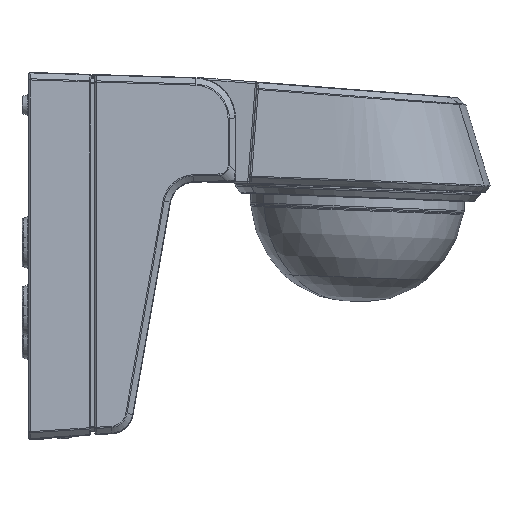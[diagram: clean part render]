
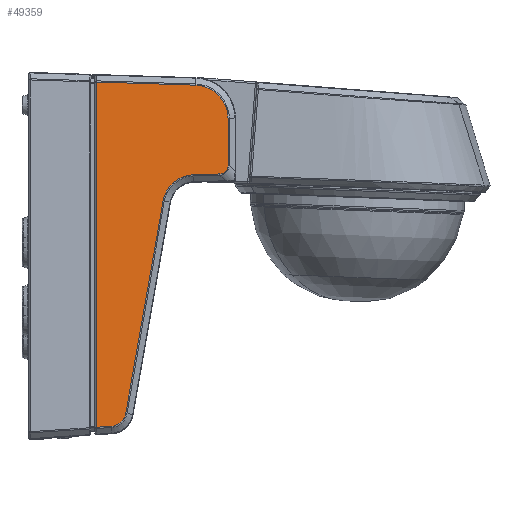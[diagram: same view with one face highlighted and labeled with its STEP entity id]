
A CAD part, front view. The second image highlights one B-rep face of the part: STEP entity #49359.
In plain terms, the highlighted planar face has unit normal (0.035, -0.998, 0.045).
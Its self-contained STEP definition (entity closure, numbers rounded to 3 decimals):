
#21618=CARTESIAN_POINT('Axis2P3D Location',(0.,-43.516,-54.)) ;
#47875=CARTESIAN_POINT('Vertex',(19.914,-45.105,-104.267)) ;
#47878=CARTESIAN_POINT('Line Origine',(19.914,-42.745,-52.348)) ;
#47882=CARTESIAN_POINT('Vertex',(19.914,-40.494,-2.832)) ;
#49276=CARTESIAN_POINT('Control Point',(19.914,-45.105,-104.267)) ;
#49277=CARTESIAN_POINT('Control Point',(24.324,-44.938,-103.974)) ;
#49278=CARTESIAN_POINT('Vertex',(24.324,-44.938,-103.974)) ;
#49282=CARTESIAN_POINT('Control Point',(28.494,-44.615,-100.086)) ;
#49283=CARTESIAN_POINT('Control Point',(28.289,-44.677,-101.288)) ;
#49284=CARTESIAN_POINT('Control Point',(27.698,-44.75,-102.433)) ;
#49285=CARTESIAN_POINT('Control Point',(26.763,-44.825,-103.368)) ;
#49286=CARTESIAN_POINT('Control Point',(25.556,-44.891,-103.887)) ;
#49287=CARTESIAN_POINT('Control Point',(24.324,-44.938,-103.974)) ;
#49288=CARTESIAN_POINT('Vertex',(28.494,-44.615,-100.086)) ;
#49292=CARTESIAN_POINT('Control Point',(28.494,-44.615,-100.086)) ;
#49293=CARTESIAN_POINT('Control Point',(39.482,-41.395,-37.693)) ;
#49294=CARTESIAN_POINT('Vertex',(39.482,-41.394,-37.693)) ;
#49298=CARTESIAN_POINT('Control Point',(39.482,-41.394,-37.693)) ;
#49299=CARTESIAN_POINT('Control Point',(39.929,-41.265,-35.181)) ;
#49300=CARTESIAN_POINT('Control Point',(41.255,-41.111,-32.818)) ;
#49301=CARTESIAN_POINT('Control Point',(43.385,-40.956,-31.056)) ;
#49302=CARTESIAN_POINT('Control Point',(45.903,-40.827,-30.138)) ;
#49303=CARTESIAN_POINT('Control Point',(48.445,-40.735,-30.079)) ;
#49304=CARTESIAN_POINT('Vertex',(48.445,-40.735,-30.079)) ;
#49308=CARTESIAN_POINT('Control Point',(48.445,-40.735,-30.079)) ;
#49309=CARTESIAN_POINT('Control Point',(56.139,-40.455,-29.84)) ;
#49310=CARTESIAN_POINT('Vertex',(56.139,-40.455,-29.84)) ;
#49314=CARTESIAN_POINT('Control Point',(58.532,-40.259,-27.373)) ;
#49315=CARTESIAN_POINT('Control Point',(58.532,-40.275,-27.719)) ;
#49316=CARTESIAN_POINT('Control Point',(58.491,-40.292,-28.062)) ;
#49317=CARTESIAN_POINT('Control Point',(58.4,-40.311,-28.398)) ;
#49318=CARTESIAN_POINT('Control Point',(58.054,-40.355,-29.102)) ;
#49319=CARTESIAN_POINT('Control Point',(57.428,-40.399,-29.584)) ;
#49320=CARTESIAN_POINT('Control Point',(57.01,-40.421,-29.747)) ;
#49321=CARTESIAN_POINT('Control Point',(56.577,-40.439,-29.827)) ;
#49322=CARTESIAN_POINT('Control Point',(56.139,-40.455,-29.84)) ;
#49323=CARTESIAN_POINT('Vertex',(58.532,-40.259,-27.373)) ;
#49326=CARTESIAN_POINT('Line Origine',(58.532,-41.474,-54.093)) ;
#49330=CARTESIAN_POINT('Vertex',(58.532,-39.626,-13.442)) ;
#49334=CARTESIAN_POINT('Control Point',(49.116,-39.514,-3.749)) ;
#49335=CARTESIAN_POINT('Control Point',(52.098,-39.415,-3.864)) ;
#49336=CARTESIAN_POINT('Control Point',(55.035,-39.369,-5.111)) ;
#49337=CARTESIAN_POINT('Control Point',(57.34,-39.397,-7.483)) ;
#49338=CARTESIAN_POINT('Control Point',(58.503,-39.491,-10.456)) ;
#49339=CARTESIAN_POINT('Control Point',(58.532,-39.626,-13.442)) ;
#49340=CARTESIAN_POINT('Vertex',(49.116,-39.514,-3.749)) ;
#49344=CARTESIAN_POINT('Control Point',(19.914,-40.494,-2.832)) ;
#49345=CARTESIAN_POINT('Control Point',(49.116,-39.514,-3.749)) ;
#21619=DIRECTION('Axis2P3D Direction',(-0.035,0.998,-0.045)) ;
#21620=DIRECTION('Axis2P3D XDirection',(0.,-0.045,-0.999)) ;
#47879=DIRECTION('Vector Direction',(0.,-0.045,-0.999)) ;
#49327=DIRECTION('Vector Direction',(0.,-0.045,-0.999)) ;
#21621=AXIS2_PLACEMENT_3D('Plane Axis2P3D',#21618,#21619,#21620) ;
#49348=ORIENTED_EDGE('',*,*,#47884,.F.) ;
#49349=ORIENTED_EDGE('',*,*,#49280,.F.) ;
#49350=ORIENTED_EDGE('',*,*,#49290,.F.) ;
#49351=ORIENTED_EDGE('',*,*,#49296,.F.) ;
#49352=ORIENTED_EDGE('',*,*,#49306,.F.) ;
#49353=ORIENTED_EDGE('',*,*,#49312,.F.) ;
#49354=ORIENTED_EDGE('',*,*,#49325,.F.) ;
#49355=ORIENTED_EDGE('',*,*,#49332,.F.) ;
#49356=ORIENTED_EDGE('',*,*,#49342,.F.) ;
#49357=ORIENTED_EDGE('',*,*,#49346,.F.) ;
#47880=VECTOR('Line Direction',#47879,1.) ;
#49328=VECTOR('Line Direction',#49327,1.) ;
#49359=ADVANCED_FACE('Body.3',(#49358),#21622,.F.) ;
#49275=B_SPLINE_CURVE_WITH_KNOTS('',1,(#49276,#49277),.UNSPECIFIED.,.F.,.U.,(2,2),(-19.248,-14.825),.UNSPECIFIED.) ;
#49281=B_SPLINE_CURVE_WITH_KNOTS('',5,(#49282,#49283,#49284,#49285,#49286,#49287),.UNSPECIFIED.,.F.,.U.,(6,6),(12.395,25.102),.UNSPECIFIED.) ;
#49291=B_SPLINE_CURVE_WITH_KNOTS('',1,(#49292,#49293),.UNSPECIFIED.,.F.,.U.,(2,2),(-47.276,16.158),.UNSPECIFIED.) ;
#49297=B_SPLINE_CURVE_WITH_KNOTS('',5,(#49298,#49299,#49300,#49301,#49302,#49303),.UNSPECIFIED.,.F.,.U.,(6,6),(15.928,36.245),.UNSPECIFIED.) ;
#49307=B_SPLINE_CURVE_WITH_KNOTS('',1,(#49308,#49309),.UNSPECIFIED.,.F.,.U.,(2,2),(9.35,17.053),.UNSPECIFIED.) ;
#49313=B_SPLINE_CURVE_WITH_KNOTS('',5,(#49314,#49315,#49316,#49317,#49318,#49319,#49320,#49321,#49322),.UNSPECIFIED.,.F.,.U.,(6,3,6),(19.426,21.996,25.253),.UNSPECIFIED.) ;
#49333=B_SPLINE_CURVE_WITH_KNOTS('',5,(#49334,#49335,#49336,#49337,#49338,#49339),.UNSPECIFIED.,.F.,.U.,(6,6),(11.079,39.294),.UNSPECIFIED.) ;
#49343=B_SPLINE_CURVE_WITH_KNOTS('',1,(#49344,#49345),.UNSPECIFIED.,.F.,.U.,(2,2),(-19.212,10.021),.UNSPECIFIED.) ;
#47884=EDGE_CURVE('',#47876,#47883,#47881,.F.) ;
#49280=EDGE_CURVE('',#49279,#47876,#49275,.F.) ;
#49290=EDGE_CURVE('',#49289,#49279,#49281,.T.) ;
#49296=EDGE_CURVE('',#49295,#49289,#49291,.F.) ;
#49306=EDGE_CURVE('',#49305,#49295,#49297,.F.) ;
#49312=EDGE_CURVE('',#49311,#49305,#49307,.F.) ;
#49325=EDGE_CURVE('',#49324,#49311,#49313,.T.) ;
#49332=EDGE_CURVE('',#49331,#49324,#49329,.T.) ;
#49342=EDGE_CURVE('',#49341,#49331,#49333,.T.) ;
#49346=EDGE_CURVE('',#47883,#49341,#49343,.T.) ;
#49347=EDGE_LOOP('',(#49348,#49349,#49350,#49351,#49352,#49353,#49354,#49355,#49356,#49357)) ;
#49358=FACE_OUTER_BOUND('',#49347,.T.) ;
#47881=LINE('Line',#47878,#47880) ;
#49329=LINE('Line',#49326,#49328) ;
#21622=PLANE('',#21621) ;
#47876=VERTEX_POINT('',#47875) ;
#47883=VERTEX_POINT('',#47882) ;
#49279=VERTEX_POINT('',#49278) ;
#49289=VERTEX_POINT('',#49288) ;
#49295=VERTEX_POINT('',#49294) ;
#49305=VERTEX_POINT('',#49304) ;
#49311=VERTEX_POINT('',#49310) ;
#49324=VERTEX_POINT('',#49323) ;
#49331=VERTEX_POINT('',#49330) ;
#49341=VERTEX_POINT('',#49340) ;
